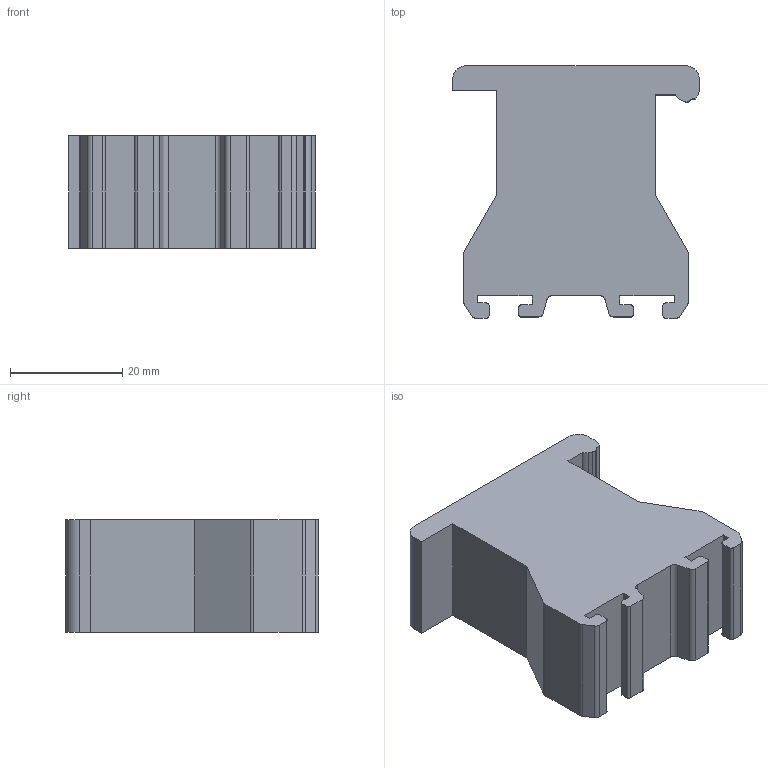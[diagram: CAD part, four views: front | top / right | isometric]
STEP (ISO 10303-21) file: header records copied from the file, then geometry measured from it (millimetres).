
FILE_DESCRIPTION((''),'2;1');
FILE_NAME('UTD-D2','2023-11-01T',('dell'),(''),'PRO/ENGINEER BY PARAMETRIC TECHNOLOGY CORPORATION, 2013230','PRO/ENGINEER BY PARAMETRIC TECHNOLOGY CORPORATION, 2013230','');
FILE_SCHEMA(('AUTOMOTIVE_DESIGN { 1 0 10303 214 1 1 1 1 }'));
Length unit declared in the file: millimetre
Products named in the file (1): UTD-D2
Bounding box: 44 x 45 x 20 mm (x, y, z)
Volume: 28767.9 mm3; surface area: 7395.4 mm2
Topology: 1 solids, 1 shells, 62 faces, 180 edges, 120 vertices
Faces by surface type: plane 37, cylinder 25
Entity records: 2125 total; most frequent: CARTESIAN_POINT 364, ORIENTED_EDGE 360, DIRECTION 354, EDGE_CURVE 180, VECTOR 130, LINE 130, VERTEX_POINT 120, AXIS2_PLACEMENT_3D 112
